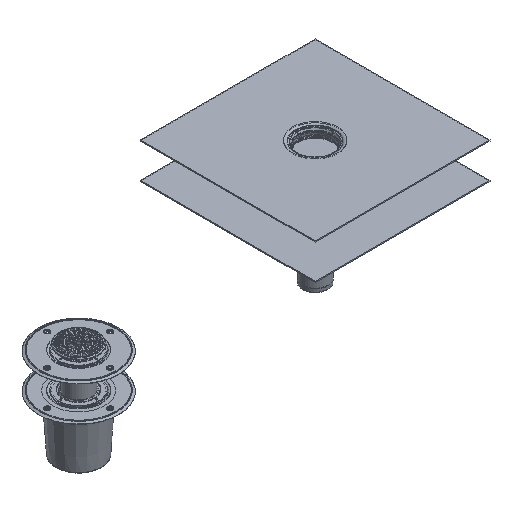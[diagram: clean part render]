
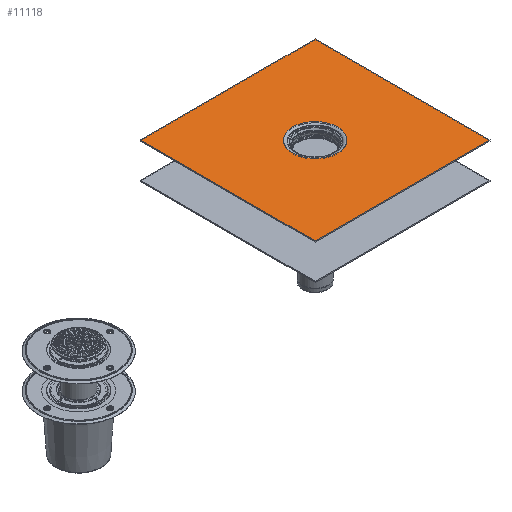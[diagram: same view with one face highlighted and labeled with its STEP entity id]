
A CAD part, isometric view. The second image highlights one B-rep face of the part: STEP entity #11118.
In plain terms, the highlighted planar face has unit normal (0, 0, 1).
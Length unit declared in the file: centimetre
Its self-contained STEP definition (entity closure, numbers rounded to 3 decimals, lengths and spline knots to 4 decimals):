
#764=LINE('',#19010,#1385);
#768=LINE('',#19017,#1389);
#771=LINE('',#19023,#1392);
#772=LINE('',#19025,#1393);
#1385=VECTOR('',#14267,1.);
#1389=VECTOR('',#14273,1.);
#1392=VECTOR('',#14278,1.);
#1393=VECTOR('',#14281,1.);
#2015=FACE_BOUND('',#3135,.T.);
#2126=PLANE('',#12117);
#2469=FACE_OUTER_BOUND('',#3134,.T.);
#3134=EDGE_LOOP('',(#8458,#8459,#8460,#8461));
#3135=EDGE_LOOP('',(#8462));
#3962=CIRCLE('',#12087,64.3137);
#4789=VERTEX_POINT('',#18961);
#4804=VERTEX_POINT('',#19007);
#4805=VERTEX_POINT('',#19009);
#4807=VERTEX_POINT('',#19015);
#4809=VERTEX_POINT('',#19021);
#6124=EDGE_CURVE('',#4789,#4789,#3962,.T.);
#6147=EDGE_CURVE('',#4804,#4805,#764,.T.);
#6151=EDGE_CURVE('',#4807,#4804,#768,.T.);
#6154=EDGE_CURVE('',#4809,#4807,#771,.T.);
#6155=EDGE_CURVE('',#4805,#4809,#772,.T.);
#8458=ORIENTED_EDGE('',*,*,#6147,.F.);
#8459=ORIENTED_EDGE('',*,*,#6151,.F.);
#8460=ORIENTED_EDGE('',*,*,#6154,.F.);
#8461=ORIENTED_EDGE('',*,*,#6155,.F.);
#8462=ORIENTED_EDGE('',*,*,#6124,.T.);
#11118=ADVANCED_FACE('',(#2469,#2015),#2126,.F.);
#12087=AXIS2_PLACEMENT_3D('',#18962,#14207,#14208);
#12117=AXIS2_PLACEMENT_3D('',#19024,#14279,#14280);
#14207=DIRECTION('center_axis',(0.,0.,-1.));
#14208=DIRECTION('ref_axis',(1.,0.,0.));
#14267=DIRECTION('',(0.,-1.,0.));
#14273=DIRECTION('',(1.,0.,0.));
#14278=DIRECTION('',(0.,1.,0.));
#14279=DIRECTION('center_axis',(0.,0.,-1.));
#14280=DIRECTION('ref_axis',(-1.,0.,0.));
#14281=DIRECTION('',(-1.,0.,0.));
#18961=CARTESIAN_POINT('',(978.9084,238.436,228.));
#18962=CARTESIAN_POINT('Origin',(978.9084,302.7497,228.));
#19007=CARTESIAN_POINT('',(1228.9084,552.7497,228.));
#19009=CARTESIAN_POINT('',(1228.9084,52.7497,228.));
#19010=CARTESIAN_POINT('',(1228.9084,302.7497,228.));
#19015=CARTESIAN_POINT('',(728.9084,552.7497,228.));
#19017=CARTESIAN_POINT('',(978.9084,552.7497,228.));
#19021=CARTESIAN_POINT('',(728.9084,52.7497,228.));
#19023=CARTESIAN_POINT('',(728.9084,302.7497,228.));
#19024=CARTESIAN_POINT('Origin',(978.9084,302.7497,228.));
#19025=CARTESIAN_POINT('',(978.9084,52.7497,228.));
